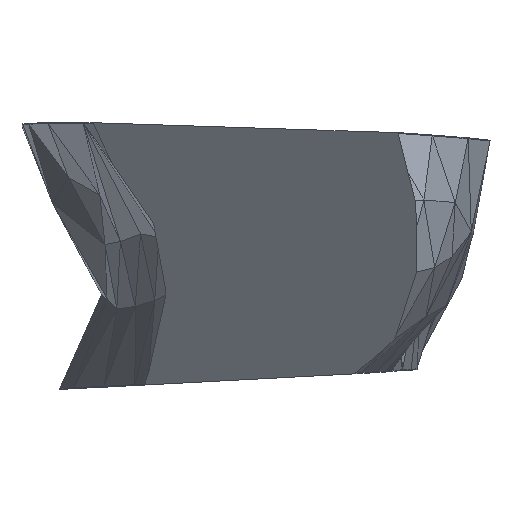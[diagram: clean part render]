
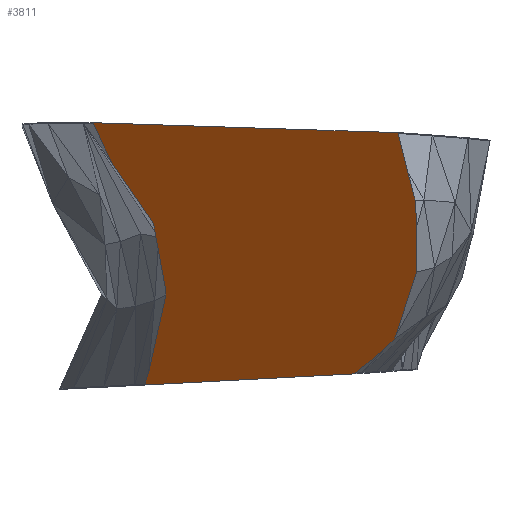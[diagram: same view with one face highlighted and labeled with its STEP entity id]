
A CAD part, left-side view. The second image highlights one B-rep face of the part: STEP entity #3811.
In plain terms, the highlighted planar face has unit normal (-0.705, 0.708, -0.039).
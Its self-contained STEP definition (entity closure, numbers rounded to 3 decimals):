
#261=FACE_OUTER_BOUND('',#508,.T.);
#508=EDGE_LOOP('',(#3298,#3299,#3300,#3301,#3302,#3303,#3304,#3305,#3306,
#3307,#3308,#3309,#3310,#3311,#3312,#3313,#3314,#3315,#3316,#3317));
#538=LINE('',#5145,#1047);
#606=LINE('',#5278,#1115);
#807=LINE('',#5678,#1316);
#880=LINE('',#5827,#1389);
#893=LINE('',#5852,#1402);
#895=LINE('',#5856,#1404);
#906=LINE('',#5879,#1415);
#917=LINE('',#5900,#1426);
#945=LINE('',#5951,#1454);
#978=LINE('',#6020,#1487);
#999=LINE('',#6062,#1508);
#1001=LINE('',#6066,#1510);
#1003=LINE('',#6070,#1512);
#1005=LINE('',#6074,#1514);
#1007=LINE('',#6078,#1516);
#1009=LINE('',#6082,#1518);
#1011=LINE('',#6086,#1520);
#1013=LINE('',#6090,#1522);
#1015=LINE('',#6094,#1524);
#1017=LINE('',#6097,#1526);
#1047=VECTOR('',#4124,10.);
#1115=VECTOR('',#4244,10.);
#1316=VECTOR('',#4661,10.);
#1389=VECTOR('',#4782,10.);
#1402=VECTOR('',#4809,10.);
#1404=VECTOR('',#4813,10.);
#1415=VECTOR('',#4832,10.);
#1426=VECTOR('',#4851,10.);
#1454=VECTOR('',#4907,10.);
#1487=VECTOR('',#4996,10.);
#1508=VECTOR('',#5039,10.);
#1510=VECTOR('',#5043,10.);
#1512=VECTOR('',#5047,10.);
#1514=VECTOR('',#5051,10.);
#1516=VECTOR('',#5055,10.);
#1518=VECTOR('',#5059,10.);
#1520=VECTOR('',#5063,10.);
#1522=VECTOR('',#5067,10.);
#1524=VECTOR('',#5071,10.);
#1526=VECTOR('',#5075,10.);
#1552=VERTEX_POINT('',#5143);
#1553=VERTEX_POINT('',#5144);
#1592=VERTEX_POINT('',#5277);
#1683=VERTEX_POINT('',#5677);
#1734=VERTEX_POINT('',#5825);
#1735=VERTEX_POINT('',#5826);
#1740=VERTEX_POINT('',#5851);
#1741=VERTEX_POINT('',#5855);
#1748=VERTEX_POINT('',#5877);
#1749=VERTEX_POINT('',#5878);
#1755=VERTEX_POINT('',#5899);
#1782=VERTEX_POINT('',#6061);
#1783=VERTEX_POINT('',#6065);
#1784=VERTEX_POINT('',#6069);
#1785=VERTEX_POINT('',#6073);
#1786=VERTEX_POINT('',#6077);
#1787=VERTEX_POINT('',#6081);
#1788=VERTEX_POINT('',#6085);
#1789=VERTEX_POINT('',#6089);
#1790=VERTEX_POINT('',#6093);
#1820=EDGE_CURVE('',#1552,#1553,#538,.T.);
#1888=EDGE_CURVE('',#1592,#1552,#606,.T.);
#2089=EDGE_CURVE('',#1683,#1592,#807,.T.);
#2162=EDGE_CURVE('',#1734,#1735,#880,.T.);
#2175=EDGE_CURVE('',#1740,#1734,#893,.T.);
#2177=EDGE_CURVE('',#1741,#1740,#895,.T.);
#2188=EDGE_CURVE('',#1748,#1749,#906,.T.);
#2199=EDGE_CURVE('',#1749,#1755,#917,.T.);
#2227=EDGE_CURVE('',#1755,#1741,#945,.T.);
#2260=EDGE_CURVE('',#1735,#1683,#978,.T.);
#2281=EDGE_CURVE('',#1553,#1782,#999,.T.);
#2283=EDGE_CURVE('',#1782,#1783,#1001,.T.);
#2285=EDGE_CURVE('',#1783,#1784,#1003,.T.);
#2287=EDGE_CURVE('',#1784,#1785,#1005,.T.);
#2289=EDGE_CURVE('',#1785,#1786,#1007,.T.);
#2291=EDGE_CURVE('',#1786,#1787,#1009,.T.);
#2293=EDGE_CURVE('',#1787,#1788,#1011,.T.);
#2295=EDGE_CURVE('',#1788,#1789,#1013,.T.);
#2297=EDGE_CURVE('',#1789,#1790,#1015,.T.);
#2299=EDGE_CURVE('',#1790,#1748,#1017,.T.);
#3298=ORIENTED_EDGE('',*,*,#2281,.T.);
#3299=ORIENTED_EDGE('',*,*,#2283,.T.);
#3300=ORIENTED_EDGE('',*,*,#2285,.T.);
#3301=ORIENTED_EDGE('',*,*,#2287,.T.);
#3302=ORIENTED_EDGE('',*,*,#2289,.T.);
#3303=ORIENTED_EDGE('',*,*,#2291,.T.);
#3304=ORIENTED_EDGE('',*,*,#2293,.T.);
#3305=ORIENTED_EDGE('',*,*,#2295,.T.);
#3306=ORIENTED_EDGE('',*,*,#2297,.T.);
#3307=ORIENTED_EDGE('',*,*,#2299,.T.);
#3308=ORIENTED_EDGE('',*,*,#2188,.T.);
#3309=ORIENTED_EDGE('',*,*,#2199,.T.);
#3310=ORIENTED_EDGE('',*,*,#2227,.T.);
#3311=ORIENTED_EDGE('',*,*,#2177,.T.);
#3312=ORIENTED_EDGE('',*,*,#2175,.T.);
#3313=ORIENTED_EDGE('',*,*,#2162,.T.);
#3314=ORIENTED_EDGE('',*,*,#2260,.T.);
#3315=ORIENTED_EDGE('',*,*,#2089,.T.);
#3316=ORIENTED_EDGE('',*,*,#1888,.T.);
#3317=ORIENTED_EDGE('',*,*,#1820,.T.);
#3564=PLANE('',#4072);
#3811=ADVANCED_FACE('',(#261),#3564,.T.);
#4072=AXIS2_PLACEMENT_3D('',#6098,#5076,#5077);
#4124=DIRECTION('',(-0.602,-0.569,0.561));
#4244=DIRECTION('',(-0.625,-0.596,0.504));
#4661=DIRECTION('',(-0.001,0.054,0.999));
#4782=DIRECTION('',(0.001,-0.054,-0.999));
#4809=DIRECTION('',(0.329,0.279,-0.902));
#4813=DIRECTION('',(0.264,0.211,-0.941));
#4832=DIRECTION('',(-0.461,-0.499,-0.734));
#4851=DIRECTION('',(-0.127,-0.18,-0.975));
#4907=DIRECTION('',(0.092,0.037,-0.995));
#4996=DIRECTION('',(-0.709,-0.704,0.038));
#5039=DIRECTION('',(-0.382,-0.333,0.862));
#5043=DIRECTION('',(-0.341,-0.291,0.894));
#5047=DIRECTION('',(-0.068,-0.013,0.998));
#5051=DIRECTION('',(0.023,0.078,0.997));
#5055=DIRECTION('',(0.195,0.247,0.949));
#5059=DIRECTION('',(0.186,0.238,0.953));
#5063=DIRECTION('',(-0.055,0.,0.998));
#5067=DIRECTION('',(0.708,0.706,0.023));
#5071=DIRECTION('',(0.155,0.1,-0.983));
#5075=DIRECTION('',(-0.355,-0.4,-0.845));
#5076=DIRECTION('center_axis',(-0.705,0.708,-0.039));
#5077=DIRECTION('ref_axis',(-0.055,0.,0.998));
#5143=CARTESIAN_POINT('',(-13.398,80.936,1005.013));
#5144=CARTESIAN_POINT('',(-13.618,80.728,1005.218));
#5145=CARTESIAN_POINT('',(-9.565,84.56,1001.438));
#5277=CARTESIAN_POINT('',(-12.681,81.619,1004.434));
#5278=CARTESIAN_POINT('',(-8.815,85.301,1001.318));
#5677=CARTESIAN_POINT('',(-12.681,81.618,1004.415));
#5678=CARTESIAN_POINT('',(-12.682,81.711,1006.132));
#5825=CARTESIAN_POINT('',(-7.766,86.503,1004.174));
#5826=CARTESIAN_POINT('',(-7.766,86.502,1004.154));
#5827=CARTESIAN_POINT('',(-7.767,86.595,1005.871));
#5851=CARTESIAN_POINT('',(-7.876,86.41,1004.474));
#5852=CARTESIAN_POINT('',(-7.61,86.635,1003.747));
#5855=CARTESIAN_POINT('',(-8.368,86.016,1006.234));
#5856=CARTESIAN_POINT('',(-7.787,86.481,1004.157));
#5877=CARTESIAN_POINT('',(-7.276,87.273,1009.311));
#5878=CARTESIAN_POINT('',(-8.174,86.3,1007.881));
#5879=CARTESIAN_POINT('',(-6.794,87.796,1010.08));
#5899=CARTESIAN_POINT('',(-8.377,86.012,1006.326));
#5900=CARTESIAN_POINT('',(-8.192,86.274,1007.741));
#5951=CARTESIAN_POINT('',(-8.374,86.013,1006.3));
#6020=CARTESIAN_POINT('',(-0.109,94.11,1003.748));
#6061=CARTESIAN_POINT('',(-13.668,80.685,1005.33));
#6062=CARTESIAN_POINT('',(-12.29,81.887,1002.219));
#6065=CARTESIAN_POINT('',(-14.216,80.217,1006.767));
#6066=CARTESIAN_POINT('',(-12.899,81.341,1003.314));
#6069=CARTESIAN_POINT('',(-14.291,80.203,1007.857));
#6070=CARTESIAN_POINT('',(-14.199,80.221,1006.508));
#6073=CARTESIAN_POINT('',(-14.277,80.248,1008.436));
#6074=CARTESIAN_POINT('',(-14.276,80.253,1008.492));
#6077=CARTESIAN_POINT('',(-14.147,80.413,1009.07));
#6078=CARTESIAN_POINT('',(-13.683,80.999,1011.328));
#6081=CARTESIAN_POINT('',(-13.97,80.639,1009.976));
#6082=CARTESIAN_POINT('',(-13.726,80.951,1011.228));
#6085=CARTESIAN_POINT('',(-13.971,80.639,1009.996));
#6086=CARTESIAN_POINT('',(-13.878,80.639,1008.293));
#6089=CARTESIAN_POINT('',(-6.904,87.694,1010.225));
#6090=CARTESIAN_POINT('',(0.669,95.254,1010.471));
#6093=CARTESIAN_POINT('',(-6.901,87.696,1010.205));
#6094=CARTESIAN_POINT('',(-6.562,87.916,1008.046));
#6097=CARTESIAN_POINT('',(-6.743,87.874,1010.582));
#6098=CARTESIAN_POINT('Origin',(-1.547,92.868,1007.238));
